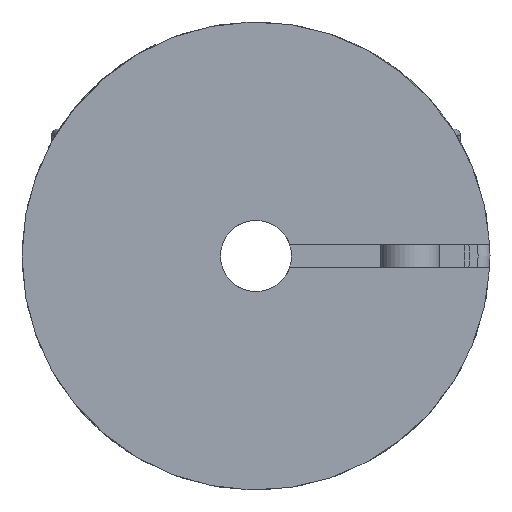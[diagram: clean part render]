
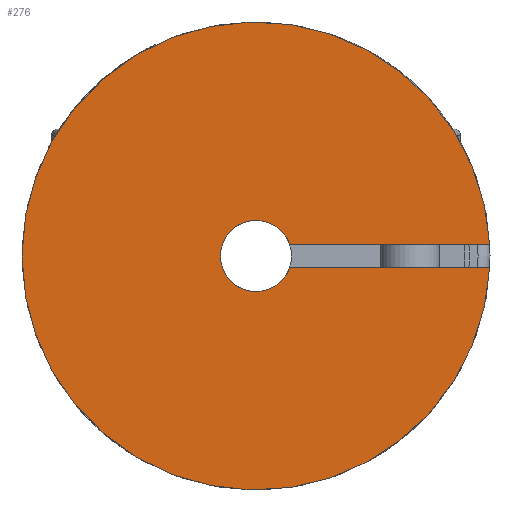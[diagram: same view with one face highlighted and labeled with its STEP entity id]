
A CAD part, left-side view. The second image highlights one B-rep face of the part: STEP entity #276.
In plain terms, the highlighted planar face has unit normal (-1, 0, 0).
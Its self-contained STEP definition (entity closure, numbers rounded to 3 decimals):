
#276 = ADVANCED_FACE( '', ( #630 ), #631, .F. );
#630 = FACE_OUTER_BOUND( '', #1047, .T. );
#631 = PLANE( '', #1048 );
#1047 = EDGE_LOOP( '', ( #1709, #1710, #1711, #1712 ) );
#1048 = AXIS2_PLACEMENT_3D( '', #1713, #1714, #1715 );
#1709 = ORIENTED_EDGE( '', *, *, #2212, .T. );
#1710 = ORIENTED_EDGE( '', *, *, #2094, .F. );
#1711 = ORIENTED_EDGE( '', *, *, #2235, .T. );
#1712 = ORIENTED_EDGE( '', *, *, #2239, .T. );
#1713 = CARTESIAN_POINT( '', ( -25.6, 0., 0. ) );
#1714 = DIRECTION( '', ( 1., 0., 0. ) );
#1715 = DIRECTION( '', ( 0., 0., 1. ) );
#2094 = EDGE_CURVE( '', #2440, #2441, #2442, .T. );
#2212 = EDGE_CURVE( '', #2617, #2441, #2618, .T. );
#2235 = EDGE_CURVE( '', #2440, #2646, #2648, .T. );
#2239 = EDGE_CURVE( '', #2646, #2617, #2653, .T. );
#2440 = VERTEX_POINT( '', #2881 );
#2441 = VERTEX_POINT( '', #2882 );
#2442 = CIRCLE( '', #2883, 3. );
#2617 = VERTEX_POINT( '', #3506 );
#2618 = LINE( '', #3507, #3508 );
#2646 = VERTEX_POINT( '', #3545 );
#2648 = LINE( '', #3548, #3549 );
#2653 = CIRCLE( '', #3554, 19.75 );
#2881 = CARTESIAN_POINT( '', ( -25.6, -2.828, 1. ) );
#2882 = CARTESIAN_POINT( '', ( -25.6, -2.828, -1. ) );
#2883 = AXIS2_PLACEMENT_3D( '', #4186, #4187, #4188 );
#3506 = CARTESIAN_POINT( '', ( -25.6, -19.725, -1. ) );
#3507 = CARTESIAN_POINT( '', ( -25.6, -7.937, -1. ) );
#3508 = VECTOR( '', #4341, 1000. );
#3545 = CARTESIAN_POINT( '', ( -25.6, -19.725, 1. ) );
#3548 = CARTESIAN_POINT( '', ( -25.6, -7.937, 1. ) );
#3549 = VECTOR( '', #4364, 1000. );
#3554 = AXIS2_PLACEMENT_3D( '', #4368, #4369, #4370 );
#4186 = CARTESIAN_POINT( '', ( -25.6, 0., 0. ) );
#4187 = DIRECTION( '', ( -1., 0., 0. ) );
#4188 = DIRECTION( '', ( 0., -1., 0. ) );
#4341 = DIRECTION( '', ( 0., 1., 0. ) );
#4364 = DIRECTION( '', ( 0., -1., 0. ) );
#4368 = CARTESIAN_POINT( '', ( -25.6, 0., 0. ) );
#4369 = DIRECTION( '', ( -1., 0., 0. ) );
#4370 = DIRECTION( '', ( 0., -1., 0. ) );
